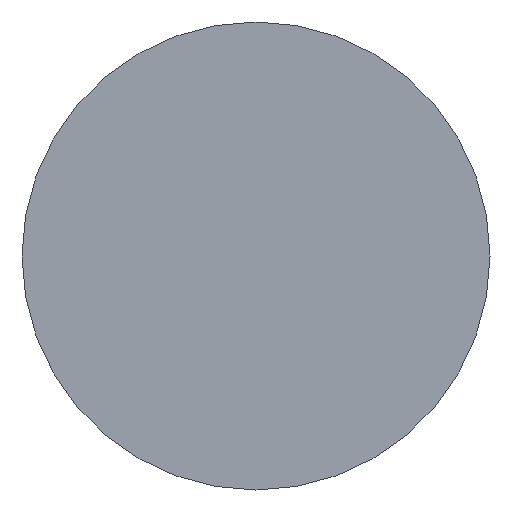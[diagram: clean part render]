
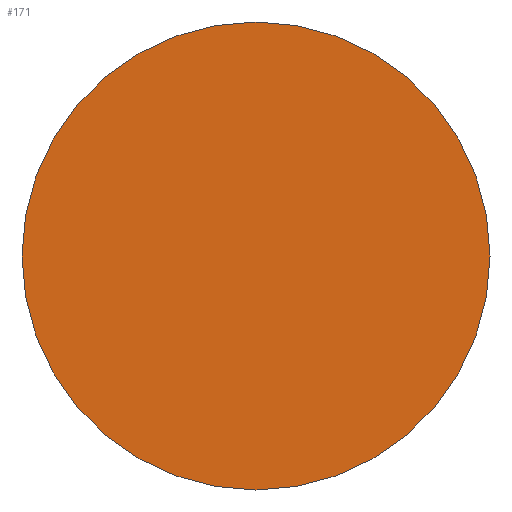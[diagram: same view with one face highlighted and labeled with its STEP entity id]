
A CAD part, left-side view. The second image highlights one B-rep face of the part: STEP entity #171.
In plain terms, the highlighted planar face has unit normal (-1, 0, 0).
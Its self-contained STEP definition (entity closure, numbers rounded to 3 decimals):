
#2 = ORIENTED_EDGE ( 'NONE', *, *, #89, .T. ) ;
#5 = CARTESIAN_POINT ( 'NONE',  ( 0., 0., 0. ) ) ;
#6 = AXIS2_PLACEMENT_3D ( 'NONE', #5, #36, #58 ) ;
#10 = CIRCLE ( 'NONE', #6, 12.7 ) ;
#26 = AXIS2_PLACEMENT_3D ( 'NONE', #133, #145, #31 ) ;
#31 = DIRECTION ( 'NONE',  ( 0., 0., -1. ) ) ;
#32 = VERTEX_POINT ( 'NONE', #71 ) ;
#34 = AXIS2_PLACEMENT_3D ( 'NONE', #76, #166, #169 ) ;
#36 = DIRECTION ( 'NONE',  ( -1., 0., 0. ) ) ;
#49 = VERTEX_POINT ( 'NONE', #111 ) ;
#58 = DIRECTION ( 'NONE',  ( 0., 0., 1. ) ) ;
#70 = CIRCLE ( 'NONE', #34, 12.7 ) ;
#71 = CARTESIAN_POINT ( 'NONE',  ( 0., 0., -12.7 ) ) ;
#73 = ORIENTED_EDGE ( 'NONE', *, *, #103, .T. ) ;
#76 = CARTESIAN_POINT ( 'NONE',  ( 0., 0., 0. ) ) ;
#83 = PLANE ( 'NONE',  #26 ) ;
#89 = EDGE_CURVE ( 'NONE', #49, #32, #70, .T. ) ;
#103 = EDGE_CURVE ( 'NONE', #32, #49, #10, .T. ) ;
#111 = CARTESIAN_POINT ( 'NONE',  ( 0., 0., 12.7 ) ) ;
#116 = EDGE_LOOP ( 'NONE', ( #2, #73 ) ) ;
#133 = CARTESIAN_POINT ( 'NONE',  ( 0., 12.7, 0. ) ) ;
#145 = DIRECTION ( 'NONE',  ( 1., 0., 0. ) ) ;
#153 = FACE_OUTER_BOUND ( 'NONE', #116, .T. ) ;
#166 = DIRECTION ( 'NONE',  ( -1., 0., 0. ) ) ;
#169 = DIRECTION ( 'NONE',  ( 0., 0., 1. ) ) ;
#171 = ADVANCED_FACE ( 'NONE', ( #153 ), #83, .F. ) ;
